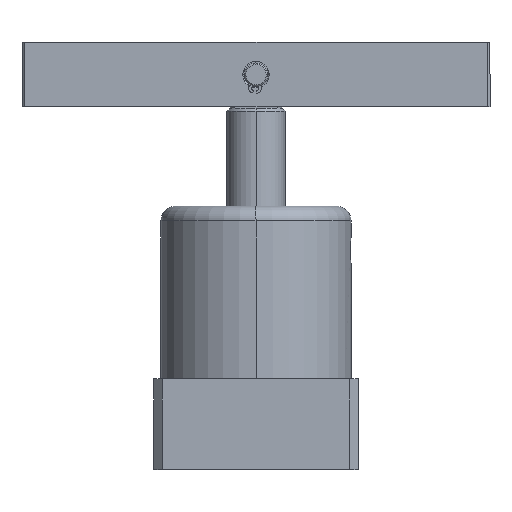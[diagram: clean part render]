
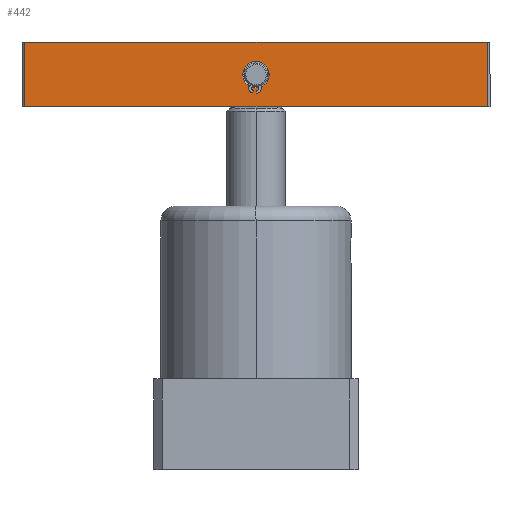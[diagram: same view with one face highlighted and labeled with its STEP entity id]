
A CAD part, left-side view. The second image highlights one B-rep face of the part: STEP entity #442.
In plain terms, the highlighted face is planar.
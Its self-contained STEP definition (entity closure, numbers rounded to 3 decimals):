
#442 = ADVANCED_FACE ( 'NONE', ( #3416, #3438 ), #4780, .F. ) ;
#570 = CARTESIAN_POINT ( 'NONE',  ( -80., -11., 0. ) ) ;
#571 = DIRECTION ( 'NONE',  ( 1., 0., 0. ) ) ;
#632 = CARTESIAN_POINT ( 'NONE',  ( 79., -11., 0. ) ) ;
#638 = CARTESIAN_POINT ( 'NONE',  ( 0., -11., 6.5 ) ) ;
#723 = CARTESIAN_POINT ( 'NONE',  ( 0., -11., 15.5 ) ) ;
#1309 = CARTESIAN_POINT ( 'NONE',  ( -79., -11., 22. ) ) ;
#1345 = CARTESIAN_POINT ( 'NONE',  ( 79., -11., 22. ) ) ;
#1401 = CARTESIAN_POINT ( 'NONE',  ( -79., -11., 0. ) ) ;
#1718 = AXIS2_PLACEMENT_3D ( 'NONE', #4950, #4951, #4788 ) ;
#1776 = LINE ( 'NONE', #570, #1825 ) ;
#1825 = VECTOR ( 'NONE', #571, 1000. ) ;
#1839 = LINE ( 'NONE', #5006, #1841 ) ;
#1841 = VECTOR ( 'NONE', #5117, 1000. ) ;
#1988 = ORIENTED_EDGE ( 'NONE', *, *, #4607, .F. ) ;
#2031 = ORIENTED_EDGE ( 'NONE', *, *, #4676, .T. ) ;
#2104 = ORIENTED_EDGE ( 'NONE', *, *, #5702, .T. ) ;
#2138 = ORIENTED_EDGE ( 'NONE', *, *, #5696, .T. ) ;
#2226 = VERTEX_POINT ( 'NONE', #1401 ) ;
#2286 = ORIENTED_EDGE ( 'NONE', *, *, #4568, .T. ) ;
#2381 = VERTEX_POINT ( 'NONE', #1345 ) ;
#2419 = ORIENTED_EDGE ( 'NONE', *, *, #4704, .T. ) ;
#2491 = VERTEX_POINT ( 'NONE', #1309 ) ;
#2551 = VERTEX_POINT ( 'NONE', #723 ) ;
#2650 = VERTEX_POINT ( 'NONE', #638 ) ;
#2662 = VERTEX_POINT ( 'NONE', #632 ) ;
#2932 = LINE ( 'NONE', #3272, #2962 ) ;
#2962 = VECTOR ( 'NONE', #3247, 1000. ) ;
#3094 = DIRECTION ( 'NONE',  ( 0., 0., 1. ) ) ;
#3119 = CARTESIAN_POINT ( 'NONE',  ( 0., -11., 11. ) ) ;
#3247 = DIRECTION ( 'NONE',  ( 0., 0., -1. ) ) ;
#3252 = DIRECTION ( 'NONE',  ( 0., 1., 0. ) ) ;
#3272 = CARTESIAN_POINT ( 'NONE',  ( -79., -11., 22. ) ) ;
#3416 = FACE_BOUND ( 'NONE', #6377, .T. ) ;
#3438 = FACE_OUTER_BOUND ( 'NONE', #6329, .T. ) ;
#3806 = CIRCLE ( 'NONE', #5759, 4.5 ) ;
#4388 = CARTESIAN_POINT ( 'NONE',  ( 79., -11., 22. ) ) ;
#4392 = DIRECTION ( 'NONE',  ( 0., 0., 1. ) ) ;
#4568 = EDGE_CURVE ( 'NONE', #2226, #2662, #1776, .T. ) ;
#4607 = EDGE_CURVE ( 'NONE', #2491, #2381, #1839, .T. ) ;
#4676 = EDGE_CURVE ( 'NONE', #2650, #2551, #6891, .T. ) ;
#4704 = EDGE_CURVE ( 'NONE', #2662, #2381, #6603, .T. ) ;
#4780 = PLANE ( 'NONE',  #1718 ) ;
#4788 = DIRECTION ( 'NONE',  ( 0., 0., 1. ) ) ;
#4950 = CARTESIAN_POINT ( 'NONE',  ( -80., -11., 22. ) ) ;
#4951 = DIRECTION ( 'NONE',  ( 0., 1., 0. ) ) ;
#5006 = CARTESIAN_POINT ( 'NONE',  ( -80., -11., 22. ) ) ;
#5117 = DIRECTION ( 'NONE',  ( 1., 0., 0. ) ) ;
#5696 = EDGE_CURVE ( 'NONE', #2491, #2226, #2932, .T. ) ;
#5702 = EDGE_CURVE ( 'NONE', #2551, #2650, #3806, .T. ) ;
#5759 = AXIS2_PLACEMENT_3D ( 'NONE', #3119, #3252, #3094 ) ;
#5864 = AXIS2_PLACEMENT_3D ( 'NONE', #6506, #6495, #6496 ) ;
#6329 = EDGE_LOOP ( 'NONE', ( #2286, #2419, #1988, #2138 ) ) ;
#6377 = EDGE_LOOP ( 'NONE', ( #2031, #2104 ) ) ;
#6495 = DIRECTION ( 'NONE',  ( 0., 1., 0. ) ) ;
#6496 = DIRECTION ( 'NONE',  ( 0., 0., 1. ) ) ;
#6506 = CARTESIAN_POINT ( 'NONE',  ( 0., -11., 11. ) ) ;
#6589 = VECTOR ( 'NONE', #4392, 1000. ) ;
#6603 = LINE ( 'NONE', #4388, #6589 ) ;
#6891 = CIRCLE ( 'NONE', #5864, 4.5 ) ;
